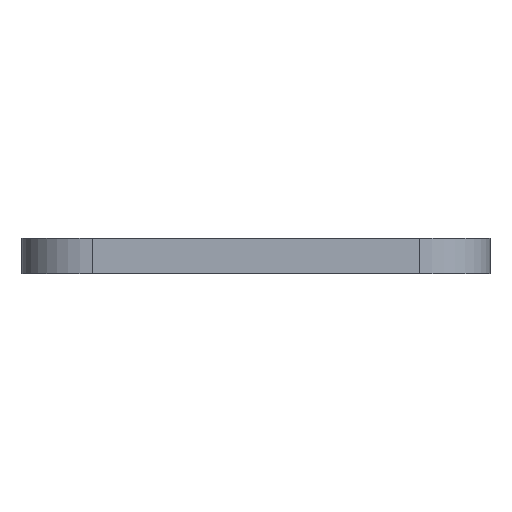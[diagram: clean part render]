
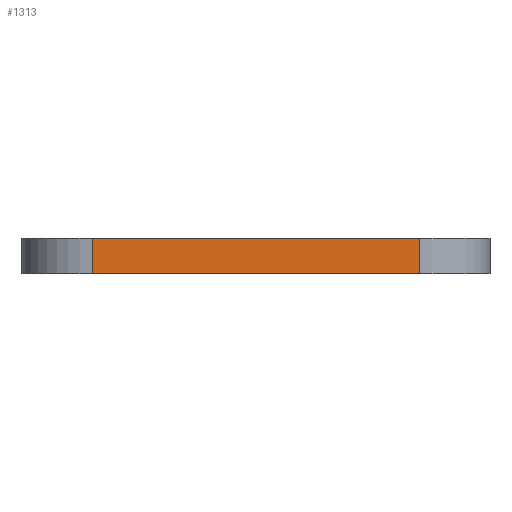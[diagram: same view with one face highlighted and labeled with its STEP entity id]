
A CAD part, left-side view. The second image highlights one B-rep face of the part: STEP entity #1313.
In plain terms, the highlighted planar face has unit normal (-1, 0, 0).
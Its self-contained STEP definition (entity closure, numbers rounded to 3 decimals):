
#68 = CARTESIAN_POINT ( 'NONE',  ( 0., 6., 3. ) ) ;
#77 = DIRECTION ( 'NONE',  ( 1., 0., 0. ) ) ;
#101 = EDGE_CURVE ( 'NONE', #1197, #484, #433, .T. ) ;
#138 = LINE ( 'NONE', #270, #702 ) ;
#155 = VECTOR ( 'NONE', #710, 1000. ) ;
#270 = CARTESIAN_POINT ( 'NONE',  ( 0., 34., 3. ) ) ;
#344 = EDGE_CURVE ( 'NONE', #1029, #484, #1307, .T. ) ;
#433 = LINE ( 'NONE', #581, #155 ) ;
#435 = PLANE ( 'NONE',  #876 ) ;
#484 = VERTEX_POINT ( 'NONE', #722 ) ;
#501 = DIRECTION ( 'NONE',  ( 0., 0., -1. ) ) ;
#504 = CARTESIAN_POINT ( 'NONE',  ( 0., 6., 0. ) ) ;
#581 = CARTESIAN_POINT ( 'NONE',  ( 0., 0., 3. ) ) ;
#649 = EDGE_LOOP ( 'NONE', ( #1509, #994, #808, #1376 ) ) ;
#702 = VECTOR ( 'NONE', #501, 1000. ) ;
#710 = DIRECTION ( 'NONE',  ( 0., -1., 0. ) ) ;
#722 = CARTESIAN_POINT ( 'NONE',  ( 0., 6., 3. ) ) ;
#808 = ORIENTED_EDGE ( 'NONE', *, *, #924, .T. ) ;
#811 = VECTOR ( 'NONE', #1152, 1000. ) ;
#867 = VERTEX_POINT ( 'NONE', #1205 ) ;
#876 = AXIS2_PLACEMENT_3D ( 'NONE', #1166, #77, #932 ) ;
#888 = LINE ( 'NONE', #1217, #1380 ) ;
#924 = EDGE_CURVE ( 'NONE', #867, #1029, #888, .T. ) ;
#932 = DIRECTION ( 'NONE',  ( 0., 0., -1. ) ) ;
#977 = DIRECTION ( 'NONE',  ( 0., -1., 0. ) ) ;
#994 = ORIENTED_EDGE ( 'NONE', *, *, #1392, .T. ) ;
#1029 = VERTEX_POINT ( 'NONE', #504 ) ;
#1142 = CARTESIAN_POINT ( 'NONE',  ( 0., 34., 3. ) ) ;
#1152 = DIRECTION ( 'NONE',  ( 0., 0., 1. ) ) ;
#1166 = CARTESIAN_POINT ( 'NONE',  ( 0., 0., 3. ) ) ;
#1185 = FACE_OUTER_BOUND ( 'NONE', #649, .T. ) ;
#1197 = VERTEX_POINT ( 'NONE', #1142 ) ;
#1205 = CARTESIAN_POINT ( 'NONE',  ( 0., 34., 0. ) ) ;
#1217 = CARTESIAN_POINT ( 'NONE',  ( 0., 0., 0. ) ) ;
#1307 = LINE ( 'NONE', #68, #811 ) ;
#1313 = ADVANCED_FACE ( 'NONE', ( #1185 ), #435, .F. ) ;
#1376 = ORIENTED_EDGE ( 'NONE', *, *, #344, .T. ) ;
#1380 = VECTOR ( 'NONE', #977, 1000. ) ;
#1392 = EDGE_CURVE ( 'NONE', #1197, #867, #138, .T. ) ;
#1509 = ORIENTED_EDGE ( 'NONE', *, *, #101, .F. ) ;
